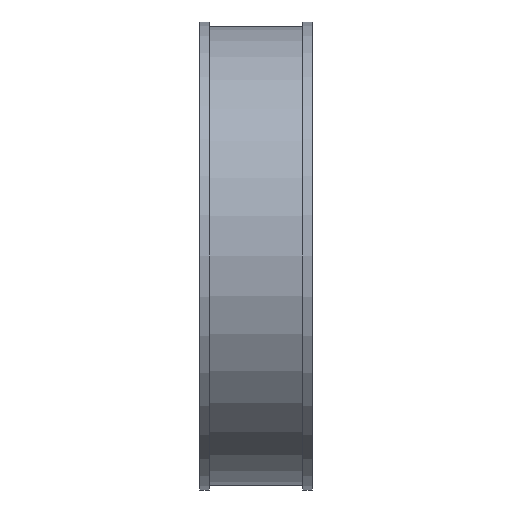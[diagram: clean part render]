
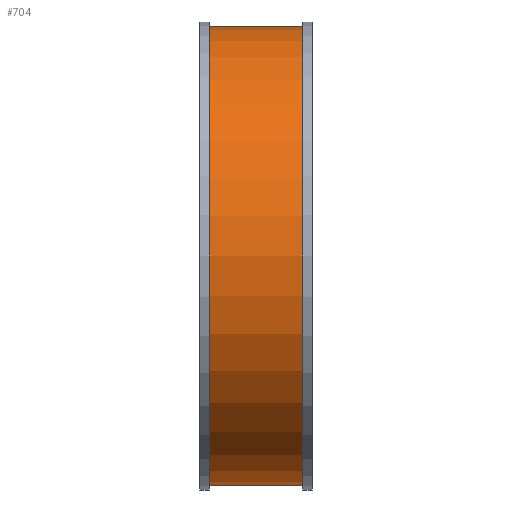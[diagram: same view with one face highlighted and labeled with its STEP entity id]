
A CAD part, front view. The second image highlights one B-rep face of the part: STEP entity #704.
In plain terms, the highlighted cylindrical face has radius 24.5 mm (diameter 49 mm), a partial arc.
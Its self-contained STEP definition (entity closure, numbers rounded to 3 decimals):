
#4 = DIRECTION ( 'NONE',  ( -1., 0., 0. ) ) ;
#28 = CARTESIAN_POINT ( 'NONE',  ( 0., 0., -24.5 ) ) ;
#42 = CARTESIAN_POINT ( 'NONE',  ( -5., 0., -24.5 ) ) ;
#45 = ORIENTED_EDGE ( 'NONE', *, *, #1003, .F. ) ;
#50 = CARTESIAN_POINT ( 'NONE',  ( -5., 0., 24.5 ) ) ;
#75 = CARTESIAN_POINT ( 'NONE',  ( 5., 0., 0. ) ) ;
#86 = CARTESIAN_POINT ( 'NONE',  ( -5., 0., 0. ) ) ;
#89 = DIRECTION ( 'NONE',  ( 0., 0., 1. ) ) ;
#98 = AXIS2_PLACEMENT_3D ( 'NONE', #788, #4, #703 ) ;
#109 = CYLINDRICAL_SURFACE ( 'NONE', #98, 24.5 ) ;
#207 = EDGE_LOOP ( 'NONE', ( #45, #350, #1147, #771 ) ) ;
#214 = DIRECTION ( 'NONE',  ( -1., 0., 0. ) ) ;
#231 = VERTEX_POINT ( 'NONE', #42 ) ;
#242 = EDGE_CURVE ( 'NONE', #317, #281, #619, .T. ) ;
#281 = VERTEX_POINT ( 'NONE', #50 ) ;
#291 = CIRCLE ( 'NONE', #1005, 24.5 ) ;
#317 = VERTEX_POINT ( 'NONE', #592 ) ;
#350 = ORIENTED_EDGE ( 'NONE', *, *, #1122, .T. ) ;
#372 = DIRECTION ( 'NONE',  ( -1., 0., 0. ) ) ;
#428 = FACE_OUTER_BOUND ( 'NONE', #207, .T. ) ;
#459 = VECTOR ( 'NONE', #214, 1000. ) ;
#464 = VECTOR ( 'NONE', #372, 1000. ) ;
#486 = EDGE_CURVE ( 'NONE', #231, #281, #291, .T. ) ;
#492 = DIRECTION ( 'NONE',  ( 0., 0., 1. ) ) ;
#516 = CIRCLE ( 'NONE', #701, 24.5 ) ;
#537 = CARTESIAN_POINT ( 'NONE',  ( 5., 0., -24.5 ) ) ;
#592 = CARTESIAN_POINT ( 'NONE',  ( 5., 0., 24.5 ) ) ;
#619 = LINE ( 'NONE', #747, #459 ) ;
#661 = VERTEX_POINT ( 'NONE', #537 ) ;
#698 = DIRECTION ( 'NONE',  ( -1., 0., 0. ) ) ;
#701 = AXIS2_PLACEMENT_3D ( 'NONE', #75, #1115, #492 ) ;
#703 = DIRECTION ( 'NONE',  ( 0., 0., 1. ) ) ;
#704 = ADVANCED_FACE ( 'NONE', ( #428 ), #109, .T. ) ;
#747 = CARTESIAN_POINT ( 'NONE',  ( 0., 0., 24.5 ) ) ;
#771 = ORIENTED_EDGE ( 'NONE', *, *, #486, .F. ) ;
#788 = CARTESIAN_POINT ( 'NONE',  ( 0., 0., 0. ) ) ;
#1003 = EDGE_CURVE ( 'NONE', #661, #231, #1084, .T. ) ;
#1005 = AXIS2_PLACEMENT_3D ( 'NONE', #86, #698, #89 ) ;
#1084 = LINE ( 'NONE', #28, #464 ) ;
#1115 = DIRECTION ( 'NONE',  ( -1., 0., 0. ) ) ;
#1122 = EDGE_CURVE ( 'NONE', #661, #317, #516, .T. ) ;
#1147 = ORIENTED_EDGE ( 'NONE', *, *, #242, .T. ) ;
